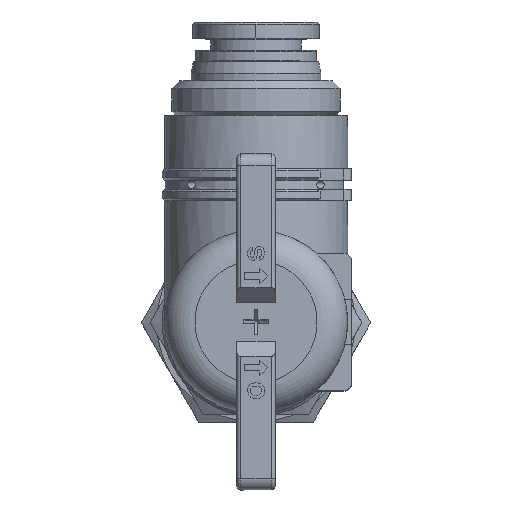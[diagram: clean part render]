
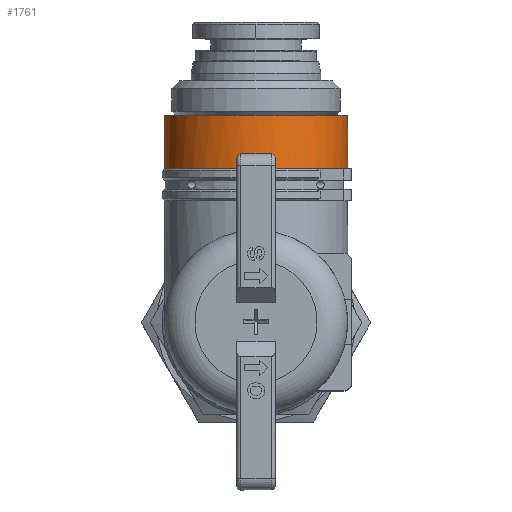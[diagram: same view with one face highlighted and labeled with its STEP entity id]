
A CAD part, top view. The second image highlights one B-rep face of the part: STEP entity #1761.
In plain terms, the highlighted cylindrical face has radius 12 mm (diameter 24 mm), a partial arc.
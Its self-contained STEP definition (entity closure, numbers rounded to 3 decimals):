
#1702=CARTESIAN_POINT('',(0.0,-8.65,13.75));
#1703=DIRECTION('',(0.0,1.0,0.0));
#1704=DIRECTION('',(1.0,0.0,0.0));
#1705=AXIS2_PLACEMENT_3D('',#1702,#1703,#1704);
#1706=CYLINDRICAL_SURFACE('',#1705,12.0);
#1707=CARTESIAN_POINT('',(12.0,18.45,13.75));
#1708=VERTEX_POINT('',#1707);
#1709=CARTESIAN_POINT('',(12.0,11.45,13.75));
#1710=VERTEX_POINT('',#1709);
#1711=CARTESIAN_POINT('',(12.0,18.45,13.75));
#1712=DIRECTION('',(0.0,-1.0,0.0));
#1713=VECTOR('',#1712,7.);
#1714=LINE('',#1711,#1713);
#1715=EDGE_CURVE('',#1708,#1710,#1714,.T.);
#1716=ORIENTED_EDGE('',*,*,#1715,.F.);
#1717=CARTESIAN_POINT('',(-12.0,18.45,13.75));
#1718=VERTEX_POINT('',#1717);
#1719=CARTESIAN_POINT('',(0.0,18.45,13.75));
#1720=DIRECTION('',(0.0,-1.0,0.0));
#1721=DIRECTION('',(1.0,0.0,0.0));
#1722=AXIS2_PLACEMENT_3D('',#1719,#1720,#1721);
#1723=CIRCLE('',#1722,12.0);
#1724=EDGE_CURVE('',#1708,#1718,#1723,.T.);
#1725=ORIENTED_EDGE('',*,*,#1724,.T.);
#1726=CARTESIAN_POINT('',(-12.0,11.45,13.75));
#1727=VERTEX_POINT('',#1726);
#1728=CARTESIAN_POINT('',(-12.0,18.45,13.75));
#1729=DIRECTION('',(0.0,-1.0,0.0));
#1730=VECTOR('',#1729,7.);
#1731=LINE('',#1728,#1730);
#1732=EDGE_CURVE('',#1718,#1727,#1731,.T.);
#1733=ORIENTED_EDGE('',*,*,#1732,.T.);
#1734=CARTESIAN_POINT('',(7.937,11.45,22.75));
#1735=VERTEX_POINT('',#1734);
#1736=CARTESIAN_POINT('',(0.0,11.45,13.75));
#1737=DIRECTION('',(0.0,1.0,0.0));
#1738=DIRECTION('',(1.0,0.0,0.0));
#1739=AXIS2_PLACEMENT_3D('',#1736,#1737,#1738);
#1740=CIRCLE('',#1739,12.0);
#1741=EDGE_CURVE('',#1727,#1735,#1740,.T.);
#1742=ORIENTED_EDGE('',*,*,#1741,.T.);
#1743=CARTESIAN_POINT('',(11.619,11.45,16.75));
#1744=VERTEX_POINT('',#1743);
#1745=CARTESIAN_POINT('',(0.0,11.45,13.75));
#1746=DIRECTION('',(0.0,1.0,0.0));
#1747=DIRECTION('',(1.0,0.0,0.0));
#1748=AXIS2_PLACEMENT_3D('',#1745,#1746,#1747);
#1749=CIRCLE('',#1748,12.0);
#1750=EDGE_CURVE('',#1735,#1744,#1749,.T.);
#1751=ORIENTED_EDGE('',*,*,#1750,.T.);
#1752=CARTESIAN_POINT('',(0.0,11.45,13.75));
#1753=DIRECTION('',(0.0,1.0,0.0));
#1754=DIRECTION('',(1.0,0.0,0.0));
#1755=AXIS2_PLACEMENT_3D('',#1752,#1753,#1754);
#1756=CIRCLE('',#1755,12.0);
#1757=EDGE_CURVE('',#1744,#1710,#1756,.T.);
#1758=ORIENTED_EDGE('',*,*,#1757,.T.);
#1759=EDGE_LOOP('',(#1716,#1725,#1733,#1742,#1751,#1758));
#1760=FACE_OUTER_BOUND('',#1759,.T.);
#1761=ADVANCED_FACE('',(#1760),#1706,.T.);
